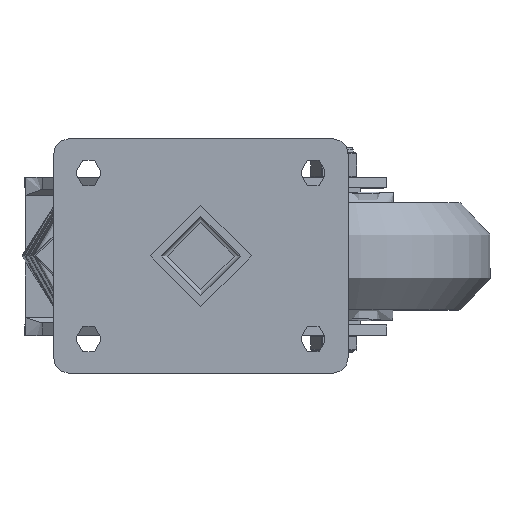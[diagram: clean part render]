
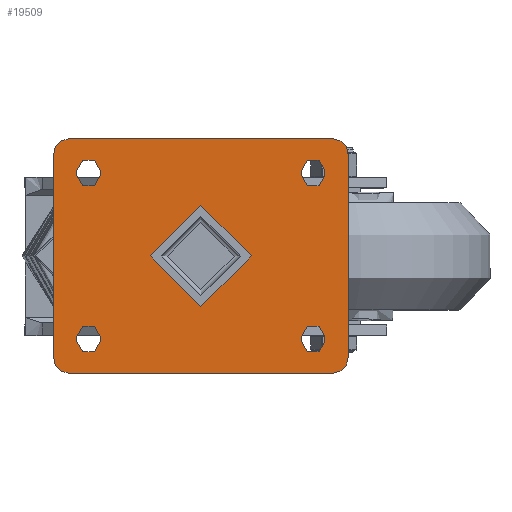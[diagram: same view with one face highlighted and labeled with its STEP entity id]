
A CAD part, top view. The second image highlights one B-rep face of the part: STEP entity #19509.
In plain terms, the highlighted planar face has unit normal (0, 0, 1).
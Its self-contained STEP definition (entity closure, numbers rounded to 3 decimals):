
#1864=FACE_BOUND('',#3749,.T.);
#1865=FACE_BOUND('',#3750,.T.);
#1866=FACE_BOUND('',#3751,.T.);
#1867=FACE_BOUND('',#3752,.T.);
#1868=FACE_BOUND('',#3753,.T.);
#2043=PLANE('',#21072);
#2500=FACE_OUTER_BOUND('',#3748,.T.);
#3748=EDGE_LOOP('',(#13253,#13254,#13255,#13256,#13257,#13258,#13259,#13260));
#3749=EDGE_LOOP('',(#13261));
#3750=EDGE_LOOP('',(#13262,#13263,#13264,#13265));
#3751=EDGE_LOOP('',(#13266,#13267,#13268,#13269));
#3752=EDGE_LOOP('',(#13270,#13271,#13272,#13273));
#3753=EDGE_LOOP('',(#13274,#13275,#13276,#13277));
#5128=LINE('',#27902,#6203);
#5132=LINE('',#27911,#6207);
#5135=LINE('',#27919,#6210);
#5138=LINE('',#27927,#6213);
#5142=LINE('',#27939,#6217);
#5144=LINE('',#27945,#6219);
#5148=LINE('',#27955,#6223);
#5150=LINE('',#27961,#6225);
#5154=LINE('',#27971,#6229);
#5156=LINE('',#27977,#6231);
#5160=LINE('',#27987,#6235);
#5162=LINE('',#27993,#6237);
#6203=VECTOR('',#23010,1000.);
#6207=VECTOR('',#23020,1000.);
#6210=VECTOR('',#23029,1000.);
#6213=VECTOR('',#23038,1000.);
#6217=VECTOR('',#23052,1000.);
#6219=VECTOR('',#23060,1000.);
#6223=VECTOR('',#23070,1000.);
#6225=VECTOR('',#23078,1000.);
#6229=VECTOR('',#23088,1000.);
#6231=VECTOR('',#23096,1000.);
#6235=VECTOR('',#23106,1000.);
#6237=VECTOR('',#23114,1000.);
#7268=CIRCLE('',#21004,23.5);
#7290=CIRCLE('',#21038,8.);
#7291=CIRCLE('',#21041,8.);
#7292=CIRCLE('',#21044,8.);
#7293=CIRCLE('',#21047,8.);
#7294=CIRCLE('',#21049,5.5);
#7295=CIRCLE('',#21052,5.5);
#7296=CIRCLE('',#21055,5.5);
#7297=CIRCLE('',#21058,5.5);
#7298=CIRCLE('',#21061,5.5);
#7299=CIRCLE('',#21064,5.5);
#7300=CIRCLE('',#21067,5.5);
#7301=CIRCLE('',#21070,5.5);
#8176=VERTEX_POINT('',#27821);
#8207=VERTEX_POINT('',#27899);
#8208=VERTEX_POINT('',#27901);
#8209=VERTEX_POINT('',#27905);
#8210=VERTEX_POINT('',#27909);
#8211=VERTEX_POINT('',#27913);
#8212=VERTEX_POINT('',#27917);
#8213=VERTEX_POINT('',#27921);
#8214=VERTEX_POINT('',#27925);
#8215=VERTEX_POINT('',#27931);
#8216=VERTEX_POINT('',#27933);
#8217=VERTEX_POINT('',#27937);
#8218=VERTEX_POINT('',#27941);
#8219=VERTEX_POINT('',#27947);
#8220=VERTEX_POINT('',#27949);
#8221=VERTEX_POINT('',#27953);
#8222=VERTEX_POINT('',#27957);
#8223=VERTEX_POINT('',#27963);
#8224=VERTEX_POINT('',#27965);
#8225=VERTEX_POINT('',#27969);
#8226=VERTEX_POINT('',#27973);
#8227=VERTEX_POINT('',#27979);
#8228=VERTEX_POINT('',#27981);
#8229=VERTEX_POINT('',#27985);
#8230=VERTEX_POINT('',#27989);
#10094=EDGE_CURVE('',#8176,#8176,#7268,.T.);
#10130=EDGE_CURVE('',#8207,#8208,#5128,.T.);
#10133=EDGE_CURVE('',#8209,#8207,#7290,.T.);
#10135=EDGE_CURVE('',#8210,#8209,#5132,.T.);
#10137=EDGE_CURVE('',#8211,#8210,#7291,.T.);
#10139=EDGE_CURVE('',#8212,#8211,#5135,.T.);
#10141=EDGE_CURVE('',#8213,#8212,#7292,.T.);
#10143=EDGE_CURVE('',#8214,#8213,#5138,.T.);
#10144=EDGE_CURVE('',#8208,#8214,#7293,.T.);
#10146=EDGE_CURVE('',#8216,#8215,#7294,.T.);
#10149=EDGE_CURVE('',#8215,#8217,#5142,.T.);
#10151=EDGE_CURVE('',#8217,#8218,#7295,.T.);
#10152=EDGE_CURVE('',#8218,#8216,#5144,.T.);
#10154=EDGE_CURVE('',#8220,#8219,#7296,.T.);
#10157=EDGE_CURVE('',#8219,#8221,#5148,.T.);
#10159=EDGE_CURVE('',#8221,#8222,#7297,.T.);
#10160=EDGE_CURVE('',#8222,#8220,#5150,.T.);
#10162=EDGE_CURVE('',#8224,#8223,#7298,.T.);
#10165=EDGE_CURVE('',#8223,#8225,#5154,.T.);
#10167=EDGE_CURVE('',#8225,#8226,#7299,.T.);
#10168=EDGE_CURVE('',#8226,#8224,#5156,.T.);
#10170=EDGE_CURVE('',#8228,#8227,#7300,.T.);
#10173=EDGE_CURVE('',#8227,#8229,#5160,.T.);
#10175=EDGE_CURVE('',#8229,#8230,#7301,.T.);
#10176=EDGE_CURVE('',#8230,#8228,#5162,.T.);
#13253=ORIENTED_EDGE('',*,*,#10144,.F.);
#13254=ORIENTED_EDGE('',*,*,#10130,.F.);
#13255=ORIENTED_EDGE('',*,*,#10133,.F.);
#13256=ORIENTED_EDGE('',*,*,#10135,.F.);
#13257=ORIENTED_EDGE('',*,*,#10137,.F.);
#13258=ORIENTED_EDGE('',*,*,#10139,.F.);
#13259=ORIENTED_EDGE('',*,*,#10141,.F.);
#13260=ORIENTED_EDGE('',*,*,#10143,.F.);
#13261=ORIENTED_EDGE('',*,*,#10094,.F.);
#13262=ORIENTED_EDGE('',*,*,#10176,.T.);
#13263=ORIENTED_EDGE('',*,*,#10170,.T.);
#13264=ORIENTED_EDGE('',*,*,#10173,.T.);
#13265=ORIENTED_EDGE('',*,*,#10175,.T.);
#13266=ORIENTED_EDGE('',*,*,#10168,.T.);
#13267=ORIENTED_EDGE('',*,*,#10162,.T.);
#13268=ORIENTED_EDGE('',*,*,#10165,.T.);
#13269=ORIENTED_EDGE('',*,*,#10167,.T.);
#13270=ORIENTED_EDGE('',*,*,#10160,.T.);
#13271=ORIENTED_EDGE('',*,*,#10154,.T.);
#13272=ORIENTED_EDGE('',*,*,#10157,.T.);
#13273=ORIENTED_EDGE('',*,*,#10159,.T.);
#13274=ORIENTED_EDGE('',*,*,#10152,.T.);
#13275=ORIENTED_EDGE('',*,*,#10146,.T.);
#13276=ORIENTED_EDGE('',*,*,#10149,.T.);
#13277=ORIENTED_EDGE('',*,*,#10151,.T.);
#19509=ADVANCED_FACE('',(#2500,#1864,#1865,#1866,#1867,#1868),#2043,.T.);
#21004=AXIS2_PLACEMENT_3D('',#27823,#22930,#22931);
#21038=AXIS2_PLACEMENT_3D('',#27907,#23015,#23016);
#21041=AXIS2_PLACEMENT_3D('',#27915,#23024,#23025);
#21044=AXIS2_PLACEMENT_3D('',#27923,#23033,#23034);
#21047=AXIS2_PLACEMENT_3D('',#27929,#23041,#23042);
#21049=AXIS2_PLACEMENT_3D('',#27934,#23046,#23047);
#21052=AXIS2_PLACEMENT_3D('',#27943,#23056,#23057);
#21055=AXIS2_PLACEMENT_3D('',#27950,#23064,#23065);
#21058=AXIS2_PLACEMENT_3D('',#27959,#23074,#23075);
#21061=AXIS2_PLACEMENT_3D('',#27966,#23082,#23083);
#21064=AXIS2_PLACEMENT_3D('',#27975,#23092,#23093);
#21067=AXIS2_PLACEMENT_3D('',#27982,#23100,#23101);
#21070=AXIS2_PLACEMENT_3D('',#27991,#23110,#23111);
#21072=AXIS2_PLACEMENT_3D('',#27994,#23115,#23116);
#22930=DIRECTION('center_axis',(0.,0.,1.));
#22931=DIRECTION('ref_axis',(1.,0.,0.));
#23010=DIRECTION('',(-1.,0.,0.));
#23015=DIRECTION('center_axis',(0.,0.,-1.));
#23016=DIRECTION('ref_axis',(1.,0.,0.));
#23020=DIRECTION('',(0.,-1.,0.));
#23024=DIRECTION('center_axis',(0.,0.,-1.));
#23025=DIRECTION('ref_axis',(0.,1.,0.));
#23029=DIRECTION('',(1.,0.,0.));
#23033=DIRECTION('center_axis',(0.,0.,-1.));
#23034=DIRECTION('ref_axis',(-1.,0.,0.));
#23038=DIRECTION('',(0.,1.,0.));
#23041=DIRECTION('center_axis',(0.,0.,-1.));
#23042=DIRECTION('ref_axis',(0.,-1.,0.));
#23046=DIRECTION('center_axis',(0.,0.,-1.));
#23047=DIRECTION('ref_axis',(1.,0.,0.));
#23052=DIRECTION('',(0.,1.,0.));
#23056=DIRECTION('center_axis',(0.,0.,-1.));
#23057=DIRECTION('ref_axis',(1.,0.,0.));
#23060=DIRECTION('',(0.,-1.,0.));
#23064=DIRECTION('center_axis',(0.,0.,-1.));
#23065=DIRECTION('ref_axis',(1.,0.,0.));
#23070=DIRECTION('',(0.,-1.,0.));
#23074=DIRECTION('center_axis',(0.,0.,-1.));
#23075=DIRECTION('ref_axis',(1.,0.,0.));
#23078=DIRECTION('',(0.,1.,0.));
#23082=DIRECTION('center_axis',(0.,0.,-1.));
#23083=DIRECTION('ref_axis',(-1.,0.,0.));
#23088=DIRECTION('',(0.,1.,0.));
#23092=DIRECTION('center_axis',(0.,0.,-1.));
#23093=DIRECTION('ref_axis',(-1.,0.,0.));
#23096=DIRECTION('',(0.,-1.,0.));
#23100=DIRECTION('center_axis',(0.,0.,-1.));
#23101=DIRECTION('ref_axis',(-1.,0.,0.));
#23106=DIRECTION('',(0.,-1.,0.));
#23110=DIRECTION('center_axis',(0.,0.,-1.));
#23111=DIRECTION('ref_axis',(-1.,0.,0.));
#23114=DIRECTION('',(0.,1.,0.));
#23115=DIRECTION('center_axis',(0.,0.,1.));
#23116=DIRECTION('ref_axis',(1.,0.,0.));
#27821=CARTESIAN_POINT('',(-23.5,0.,0.));
#27823=CARTESIAN_POINT('Origin',(0.,0.,0.));
#27899=CARTESIAN_POINT('',(61.,-55.,0.));
#27901=CARTESIAN_POINT('',(-61.,-55.,0.));
#27902=CARTESIAN_POINT('',(61.,-55.,0.));
#27905=CARTESIAN_POINT('',(69.,-47.,0.));
#27907=CARTESIAN_POINT('Origin',(61.,-47.,0.));
#27909=CARTESIAN_POINT('',(69.,47.,0.));
#27911=CARTESIAN_POINT('',(69.,47.,0.));
#27913=CARTESIAN_POINT('',(61.,55.,0.));
#27915=CARTESIAN_POINT('Origin',(61.,47.,0.));
#27917=CARTESIAN_POINT('',(-61.,55.,0.));
#27919=CARTESIAN_POINT('',(-61.,55.,0.));
#27921=CARTESIAN_POINT('',(-69.,47.,0.));
#27923=CARTESIAN_POINT('Origin',(-61.,47.,0.));
#27925=CARTESIAN_POINT('',(-69.,-47.,0.));
#27927=CARTESIAN_POINT('',(-69.,-47.,0.));
#27929=CARTESIAN_POINT('Origin',(-61.,-47.,0.));
#27931=CARTESIAN_POINT('',(-58.,37.5,0.));
#27933=CARTESIAN_POINT('',(-47.,37.5,0.));
#27934=CARTESIAN_POINT('Origin',(-52.5,37.5,0.));
#27937=CARTESIAN_POINT('',(-58.,40.,0.));
#27939=CARTESIAN_POINT('',(-58.,40.,0.));
#27941=CARTESIAN_POINT('',(-47.,40.,0.));
#27943=CARTESIAN_POINT('Origin',(-52.5,40.,0.));
#27945=CARTESIAN_POINT('',(-47.,40.,0.));
#27947=CARTESIAN_POINT('',(-47.,-37.5,0.));
#27949=CARTESIAN_POINT('',(-58.,-37.5,0.));
#27950=CARTESIAN_POINT('Origin',(-52.5,-37.5,0.));
#27953=CARTESIAN_POINT('',(-47.,-40.,0.));
#27955=CARTESIAN_POINT('',(-47.,-40.,0.));
#27957=CARTESIAN_POINT('',(-58.,-40.,0.));
#27959=CARTESIAN_POINT('Origin',(-52.5,-40.,0.));
#27961=CARTESIAN_POINT('',(-58.,-40.,0.));
#27963=CARTESIAN_POINT('',(47.,37.5,0.));
#27965=CARTESIAN_POINT('',(58.,37.5,0.));
#27966=CARTESIAN_POINT('Origin',(52.5,37.5,0.));
#27969=CARTESIAN_POINT('',(47.,40.,0.));
#27971=CARTESIAN_POINT('',(47.,40.,0.));
#27973=CARTESIAN_POINT('',(58.,40.,0.));
#27975=CARTESIAN_POINT('Origin',(52.5,40.,0.));
#27977=CARTESIAN_POINT('',(58.,40.,0.));
#27979=CARTESIAN_POINT('',(58.,-37.5,0.));
#27981=CARTESIAN_POINT('',(47.,-37.5,0.));
#27982=CARTESIAN_POINT('Origin',(52.5,-37.5,0.));
#27985=CARTESIAN_POINT('',(58.,-40.,0.));
#27987=CARTESIAN_POINT('',(58.,-40.,0.));
#27989=CARTESIAN_POINT('',(47.,-40.,0.));
#27991=CARTESIAN_POINT('Origin',(52.5,-40.,0.));
#27993=CARTESIAN_POINT('',(47.,-40.,0.));
#27994=CARTESIAN_POINT('Origin',(0.,0.,0.));
